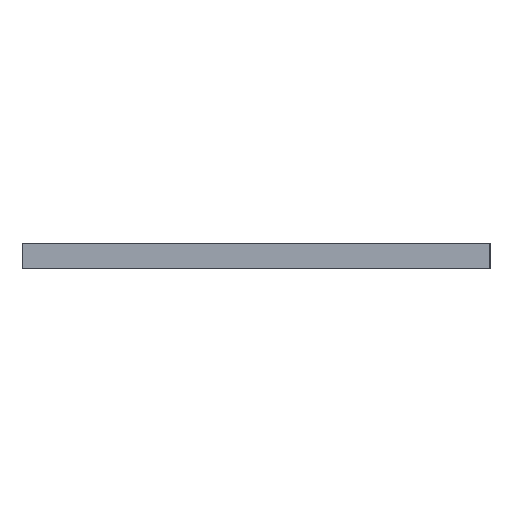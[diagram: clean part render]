
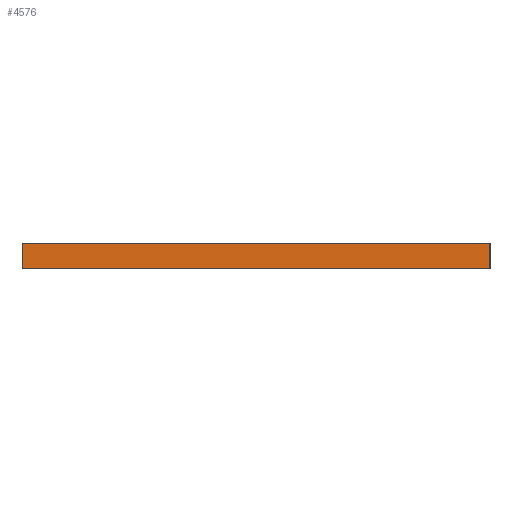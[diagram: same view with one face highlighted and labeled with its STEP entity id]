
A CAD part, left-side view. The second image highlights one B-rep face of the part: STEP entity #4576.
In plain terms, the highlighted planar face has unit normal (-1, 0, 0).
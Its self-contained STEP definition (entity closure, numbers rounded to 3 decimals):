
#168=PLANE('',#5061);
#394=FACE_OUTER_BOUND('',#620,.T.);
#620=EDGE_LOOP('',(#3779,#3780,#3781,#3782));
#1084=LINE('',#7769,#1512);
#1092=LINE('',#7784,#1520);
#1093=LINE('',#7786,#1521);
#1094=LINE('',#7787,#1522);
#1512=VECTOR('',#6417,10.);
#1520=VECTOR('',#6429,10.);
#1521=VECTOR('',#6432,10.);
#1522=VECTOR('',#6433,10.);
#2208=VERTEX_POINT('',#7766);
#2209=VERTEX_POINT('',#7768);
#2213=VERTEX_POINT('',#7780);
#2214=VERTEX_POINT('',#7782);
#2876=EDGE_CURVE('',#2208,#2209,#1084,.T.);
#2884=EDGE_CURVE('',#2213,#2214,#1092,.T.);
#2885=EDGE_CURVE('',#2208,#2213,#1093,.T.);
#2886=EDGE_CURVE('',#2209,#2214,#1094,.T.);
#3779=ORIENTED_EDGE('',*,*,#2885,.T.);
#3780=ORIENTED_EDGE('',*,*,#2884,.T.);
#3781=ORIENTED_EDGE('',*,*,#2886,.F.);
#3782=ORIENTED_EDGE('',*,*,#2876,.F.);
#4576=ADVANCED_FACE('',(#394),#168,.T.);
#5061=AXIS2_PLACEMENT_3D('',#7785,#6430,#6431);
#6417=DIRECTION('',(0.,0.,1.));
#6429=DIRECTION('',(0.,0.,1.));
#6430=DIRECTION('center_axis',(-1.,0.,0.));
#6431=DIRECTION('ref_axis',(0.,-1.,0.));
#6432=DIRECTION('',(0.,-1.,0.));
#6433=DIRECTION('',(0.,-1.,0.));
#7766=CARTESIAN_POINT('',(67.893,-83.629,6.51));
#7768=CARTESIAN_POINT('',(67.893,-83.629,9.51));
#7769=CARTESIAN_POINT('',(67.893,-83.629,6.51));
#7780=CARTESIAN_POINT('',(67.893,-138.062,6.51));
#7782=CARTESIAN_POINT('',(67.893,-138.062,9.51));
#7784=CARTESIAN_POINT('',(67.893,-138.062,6.51));
#7785=CARTESIAN_POINT('Origin',(67.893,-83.629,6.51));
#7786=CARTESIAN_POINT('',(67.893,-83.629,6.51));
#7787=CARTESIAN_POINT('',(67.893,-83.629,9.51));
